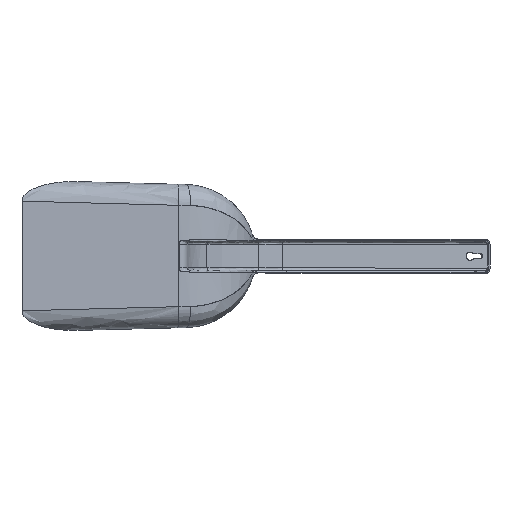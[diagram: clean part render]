
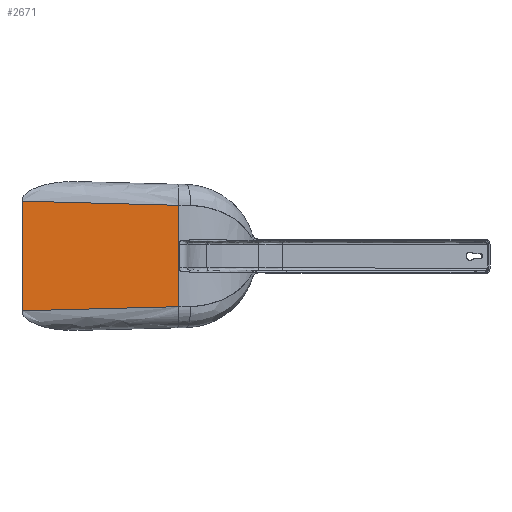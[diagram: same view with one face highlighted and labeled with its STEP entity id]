
A CAD part, top view. The second image highlights one B-rep face of the part: STEP entity #2671.
In plain terms, the highlighted free-form (B-spline) face has degree [1, 1] with [2, 2] control points.
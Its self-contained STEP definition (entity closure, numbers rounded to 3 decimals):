
#2671 = ADVANCED_FACE('',(#2672),#2702,.T.);
#2672 = FACE_BOUND('',#2673,.T.);
#2673 = EDGE_LOOP('',(#2674,#2683,#2690,#2697));
#2674 = ORIENTED_EDGE('',*,*,#2675,.T.);
#2675 = EDGE_CURVE('',#2676,#2678,#2680,.T.);
#2676 = VERTEX_POINT('',#2677);
#2677 = CARTESIAN_POINT('',(-66.919,-44.063,
    75.866));
#2678 = VERTEX_POINT('',#2679);
#2679 = CARTESIAN_POINT('',(-203.349,-47.636,
    87.802));
#2680 = B_SPLINE_CURVE_WITH_KNOTS('',1,(#2681,#2682),.UNSPECIFIED.,.F.,
  .F.,(2,2),(0.,93.44),.PIECEWISE_BEZIER_KNOTS.);
#2681 = CARTESIAN_POINT('',(-66.919,-44.063,
    75.866));
#2682 = CARTESIAN_POINT('',(-203.349,-47.636,
    87.802));
#2683 = ORIENTED_EDGE('',*,*,#2684,.T.);
#2684 = EDGE_CURVE('',#2678,#2685,#2687,.T.);
#2685 = VERTEX_POINT('',#2686);
#2686 = CARTESIAN_POINT('',(-203.349,47.636,
    87.802));
#2687 = B_SPLINE_CURVE_WITH_KNOTS('',1,(#2688,#2689),.UNSPECIFIED.,.F.,
  .F.,(2,2),(0.,64.98),.PIECEWISE_BEZIER_KNOTS.);
#2688 = CARTESIAN_POINT('',(-203.349,-47.636,
    87.802));
#2689 = CARTESIAN_POINT('',(-203.349,47.636,
    87.802));
#2690 = ORIENTED_EDGE('',*,*,#2691,.T.);
#2691 = EDGE_CURVE('',#2685,#2692,#2694,.T.);
#2692 = VERTEX_POINT('',#2693);
#2693 = CARTESIAN_POINT('',(-66.919,44.063,
    75.866));
#2694 = B_SPLINE_CURVE_WITH_KNOTS('',1,(#2695,#2696),.UNSPECIFIED.,.F.,
  .F.,(2,2),(0.,93.44),.PIECEWISE_BEZIER_KNOTS.);
#2695 = CARTESIAN_POINT('',(-203.349,47.636,
    87.802));
#2696 = CARTESIAN_POINT('',(-66.919,44.063,
    75.866));
#2697 = ORIENTED_EDGE('',*,*,#2698,.T.);
#2698 = EDGE_CURVE('',#2692,#2676,#2699,.T.);
#2699 = B_SPLINE_CURVE_WITH_KNOTS('',1,(#2700,#2701),.UNSPECIFIED.,.F.,
  .F.,(2,2),(0.,60.107),.PIECEWISE_BEZIER_KNOTS.);
#2700 = CARTESIAN_POINT('',(-66.919,44.063,
    75.866));
#2701 = CARTESIAN_POINT('',(-66.919,-44.063,
    75.866));
#2702 = B_SPLINE_SURFACE_WITH_KNOTS('',1,1,(
    (#2703,#2704)
    ,(#2705,#2706
    )),.UNSPECIFIED.,.F.,.F.,.F.,(2,2),(2,2),(0.,1.),(0.,1.),
  .PIECEWISE_BEZIER_KNOTS.);
#2703 = CARTESIAN_POINT('',(-66.919,-48.207,
    75.866));
#2704 = CARTESIAN_POINT('',(-66.919,48.207,
    75.866));
#2705 = CARTESIAN_POINT('',(-203.349,-48.207,
    87.802));
#2706 = CARTESIAN_POINT('',(-203.349,48.207,
    87.802));
